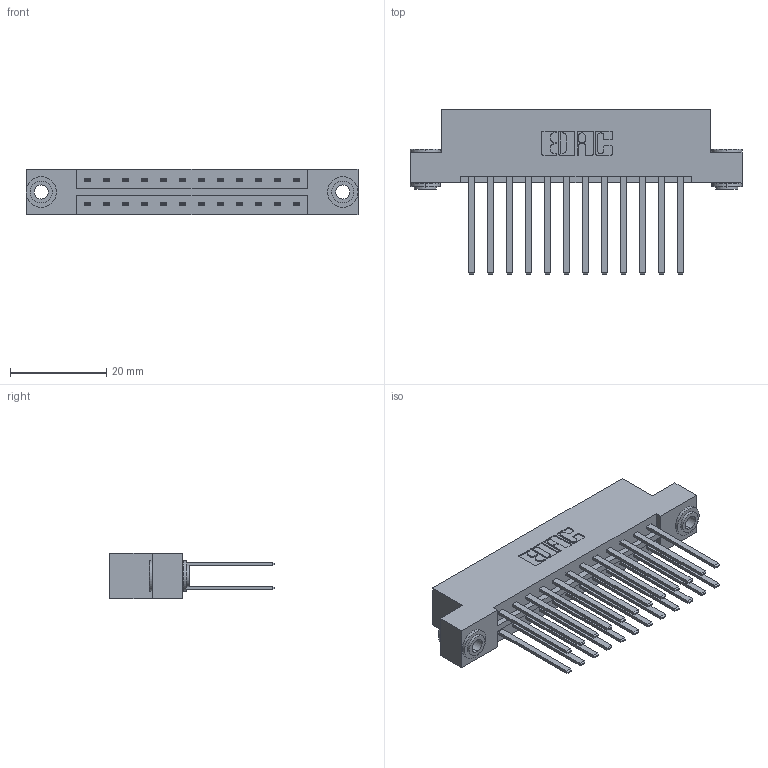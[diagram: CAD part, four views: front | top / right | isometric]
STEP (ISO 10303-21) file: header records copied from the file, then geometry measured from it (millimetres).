
FILE_DESCRIPTION (( 'STEP AP203' ), '1' );
FILE_NAME ('333-024-544-203.STEP', '2018-08-02T11:28:59', ( '' ), ( '' ), 'SwSTEP 2.0', 'SolidWorks 2016', '' );
FILE_SCHEMA (( 'CONFIG_CONTROL_DESIGN' ));
Length unit declared in the file: inch
Products named in the file (4): 345-250-002_345-250-002-102; 333-024-544-203; 333 Part_Flush - .156 Dia - TH; 345-292-001_345-293-144
Assembly tree (27 placements, depth 2):
  333-024-544-203
    333 Part_Flush - .156 Dia - TH
    345-292-001_345-293-144  x24
    345-250-002_345-250-002-102  x2
Bounding box: 69.09 x 34.3 x 9.4 mm (x, y, z)
Volume: 7128.8 mm3; surface area: 9409.7 mm2
Topology: 27 solids, 27 shells, 1256 faces, 3675 edges, 2414 vertices
Faces by surface type: plane 848, cylinder 400, cone 8
Entity records: 12066 total; most frequent: CARTESIAN_POINT 2009, ORIENTED_EDGE 1938, DIRECTION 1799, EDGE_CURVE 969, VECTOR 821, LINE 821, VERTEX_POINT 642, AXIS2_PLACEMENT_3D 489
